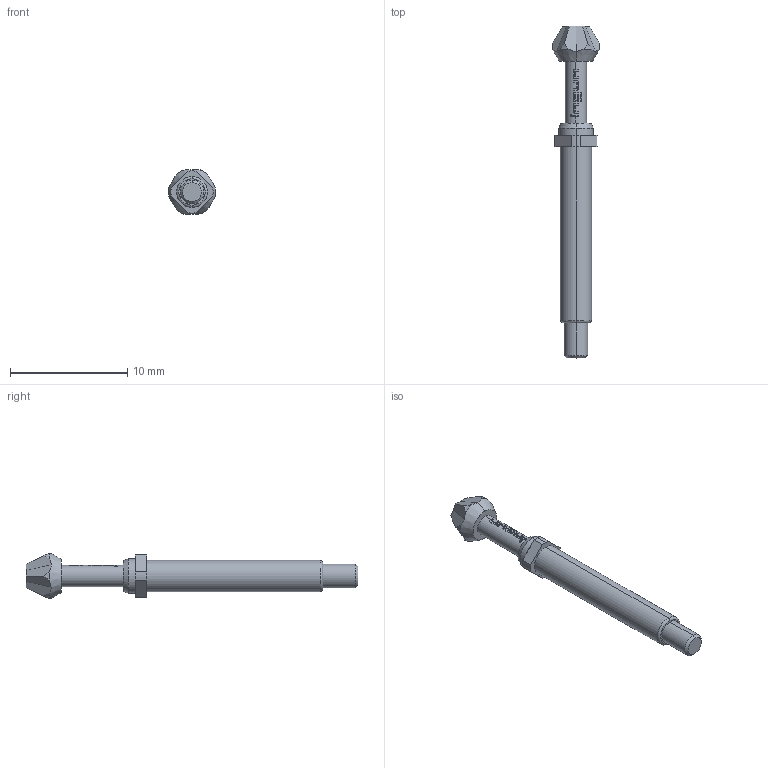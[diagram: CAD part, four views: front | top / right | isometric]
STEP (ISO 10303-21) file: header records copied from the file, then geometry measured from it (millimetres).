
FILE_DESCRIPTION (( 'STEP AP203' ), '1' );
FILE_NAME ('INGUN_GKS-113_287_400_N_xx02_M.STEP', '2020-07-21T10:52:30', ( '' ), ( '' ), 'SwSTEP 2.0', 'SolidWorks 2018', '' );
FILE_SCHEMA (( 'CONFIG_CONTROL_DESIGN' ));
Length unit declared in the file: millimetre
Products named in the file (1): INGUN_GKS-113_287_400_N_xx02_M
Bounding box: 4 x 28.3 x 3.83 mm (x, y, z)
Volume: 144.4 mm3; surface area: 247.2 mm2
Topology: 1 solids, 1 shells, 131 faces, 361 edges, 238 vertices
Faces by surface type: plane 46, bspline 39, cylinder 38, cone 6, torus 2
Entity records: 5270 total; most frequent: CARTESIAN_POINT 2432, ORIENTED_EDGE 722, EDGE_CURVE 361, DIRECTION 343, VERTEX_POINT 238, B_SPLINE_CURVE_WITH_KNOTS 234, EDGE_LOOP 137, AXIS2_PLACEMENT_3D 135
